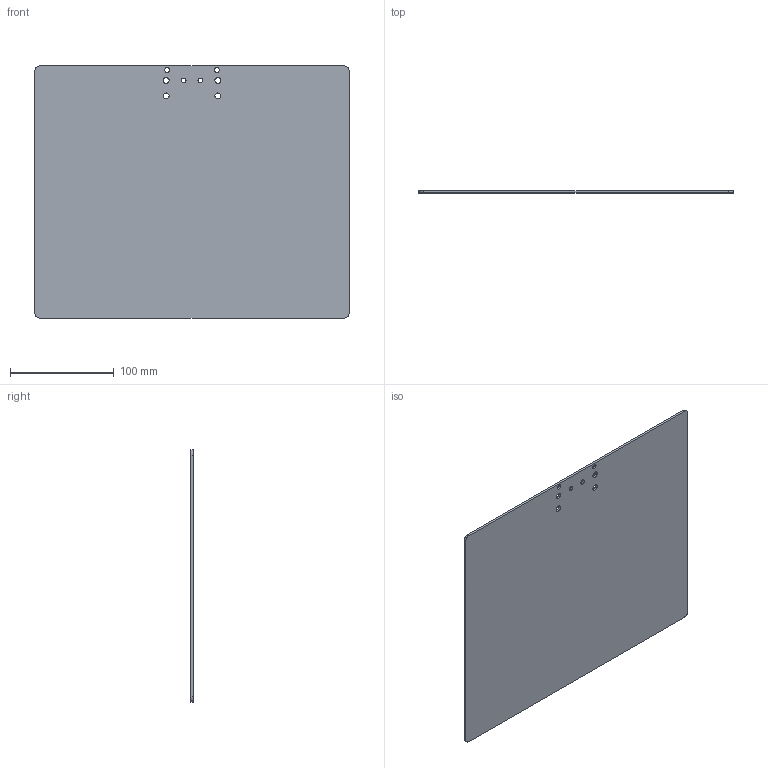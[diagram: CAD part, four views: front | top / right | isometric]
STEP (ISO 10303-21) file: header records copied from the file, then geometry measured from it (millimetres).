
FILE_DESCRIPTION (( 'STEP AP214' ), '1' );
FILE_NAME ('-C002138-CGB-035-抯玹峎梓隅啣-A.STEP', '2022-09-07T03:20:27', ( '' ), ( '' ), 'SwSTEP 2.0', 'SolidWorks 2017', '' );
FILE_SCHEMA (( 'AUTOMOTIVE_DESIGN' ));
Length unit declared in the file: millimetre
Products named in the file (1): -C002138-CGB-035-抯玹峎梓隅啣-A
Bounding box: 303 x 2 x 243 mm (x, y, z)
Volume: 145461.3 mm3; surface area: 149501.8 mm2
Topology: 1 solids, 1 shells, 336 faces, 880 edges, 588 vertices
Faces by surface type: plane 208, bspline 96, cylinder 32
Full cylindrical faces by diameter (mm): 4.5 x4, 5.8 x4, 30 x20
Entity records: 16143 total; most frequent: CARTESIAN_POINT 8129, ORIENTED_EDGE 1696, DIRECTION 1202, EDGE_CURVE 848, LINE 592, VECTOR 592, VERTEX_POINT 584, EDGE_LOOP 422
